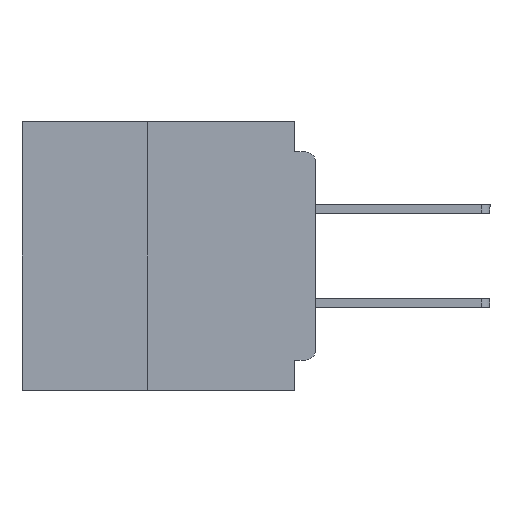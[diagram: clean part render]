
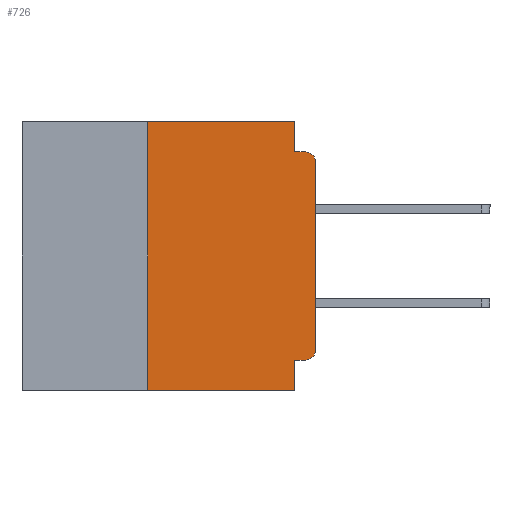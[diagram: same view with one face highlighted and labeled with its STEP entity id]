
A CAD part, left-side view. The second image highlights one B-rep face of the part: STEP entity #726.
In plain terms, the highlighted planar face has unit normal (-1, 0, 0).
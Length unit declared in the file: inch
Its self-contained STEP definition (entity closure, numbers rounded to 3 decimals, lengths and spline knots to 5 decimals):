
#287 = DIRECTION ( 'NONE',  ( 0., -1., 0. ) ) ;
#463 = CARTESIAN_POINT ( 'NONE',  ( 0., 0.015, -0.355 ) ) ;
#631 = CARTESIAN_POINT ( 'NONE',  ( 0., 0.031, 0. ) ) ;
#726 = ADVANCED_FACE ( 'NONE', ( #25710 ), #30172, .F. ) ;
#1725 = VERTEX_POINT ( 'NONE', #12004 ) ;
#2304 = ORIENTED_EDGE ( 'NONE', *, *, #49117, .T. ) ;
#3175 = ORIENTED_EDGE ( 'NONE', *, *, #27488, .F. ) ;
#3783 = VECTOR ( 'NONE', #287, 39.37008 ) ;
#4344 = ORIENTED_EDGE ( 'NONE', *, *, #38183, .F. ) ;
#4345 = CARTESIAN_POINT ( 'NONE',  ( 0., 0., -0.045 ) ) ;
#5875 = VECTOR ( 'NONE', #43397, 39.37008 ) ;
#6481 = VERTEX_POINT ( 'NONE', #8937 ) ;
#7861 = ORIENTED_EDGE ( 'NONE', *, *, #14745, .F. ) ;
#8159 = LINE ( 'NONE', #39993, #48589 ) ;
#8177 = EDGE_LOOP ( 'NONE', ( #35911, #50262, #17651, #7861, #37523, #4344, #2304, #3175, #35412, #47432 ) ) ;
#8767 = VERTEX_POINT ( 'NONE', #11198 ) ;
#8937 = CARTESIAN_POINT ( 'NONE',  ( 0., 0.015, -0.045 ) ) ;
#10375 = DIRECTION ( 'NONE',  ( -1., 0., 0. ) ) ;
#10422 = VECTOR ( 'NONE', #15990, 39.37008 ) ;
#10722 = EDGE_CURVE ( 'NONE', #11056, #21588, #26806, .T. ) ;
#11056 = VERTEX_POINT ( 'NONE', #41653 ) ;
#11198 = CARTESIAN_POINT ( 'NONE',  ( 0., 0.031, -0.4 ) ) ;
#11388 = VERTEX_POINT ( 'NONE', #39899 ) ;
#12004 = CARTESIAN_POINT ( 'NONE',  ( 0., 0.031, -0.045 ) ) ;
#12651 = EDGE_CURVE ( 'NONE', #33217, #25821, #25436, .T. ) ;
#12769 = DIRECTION ( 'NONE',  ( 0., 0., 1. ) ) ;
#13505 = CARTESIAN_POINT ( 'NONE',  ( 0., 0.031, -0.4 ) ) ;
#14242 = LINE ( 'NONE', #4345, #3783 ) ;
#14745 = EDGE_CURVE ( 'NONE', #21588, #1725, #19611, .T. ) ;
#15890 = EDGE_CURVE ( 'NONE', #43472, #6481, #36054, .T. ) ;
#15990 = DIRECTION ( 'NONE',  ( 0., 0., -1. ) ) ;
#16150 = EDGE_CURVE ( 'NONE', #1725, #6481, #14242, .T. ) ;
#17651 = ORIENTED_EDGE ( 'NONE', *, *, #16150, .F. ) ;
#18660 = VECTOR ( 'NONE', #12769, 39.37008 ) ;
#18803 = CARTESIAN_POINT ( 'NONE',  ( 0., 0.015, -0.06 ) ) ;
#19611 = LINE ( 'NONE', #39463, #10422 ) ;
#21577 = DIRECTION ( 'NONE',  ( 0., 0., -1. ) ) ;
#21588 = VERTEX_POINT ( 'NONE', #631 ) ;
#21628 = EDGE_CURVE ( 'NONE', #27867, #43472, #29140, .T. ) ;
#22765 = DIRECTION ( 'NONE',  ( 0., 0., -1. ) ) ;
#23051 = EDGE_CURVE ( 'NONE', #33217, #27867, #35386, .T. ) ;
#23993 = VECTOR ( 'NONE', #21577, 39.37008 ) ;
#24057 = DIRECTION ( 'NONE',  ( 0., 0., -1. ) ) ;
#24472 = DIRECTION ( 'NONE',  ( 0., 0., 1. ) ) ;
#24656 = CARTESIAN_POINT ( 'NONE',  ( 0., 0., 0. ) ) ;
#25196 = DIRECTION ( 'NONE',  ( 1., 0., 0. ) ) ;
#25436 = LINE ( 'NONE', #37324, #34575 ) ;
#25710 = FACE_OUTER_BOUND ( 'NONE', #8177, .T. ) ;
#25821 = VERTEX_POINT ( 'NONE', #42510 ) ;
#26413 = AXIS2_PLACEMENT_3D ( 'NONE', #18803, #46211, #22765 ) ;
#26607 = LINE ( 'NONE', #28958, #46152 ) ;
#26806 = LINE ( 'NONE', #28050, #5875 ) ;
#27488 = EDGE_CURVE ( 'NONE', #25821, #8767, #44780, .T. ) ;
#27867 = VERTEX_POINT ( 'NONE', #31671 ) ;
#28050 = CARTESIAN_POINT ( 'NONE',  ( 0., 0.437, 0. ) ) ;
#28188 = CARTESIAN_POINT ( 'NONE',  ( 0., 0.437, 0. ) ) ;
#28958 = CARTESIAN_POINT ( 'NONE',  ( 0., 0.437, -0.4 ) ) ;
#29140 = LINE ( 'NONE', #24656, #18660 ) ;
#30172 = PLANE ( 'NONE',  #33448 ) ;
#30514 = CARTESIAN_POINT ( 'NONE',  ( 0., 0., -0.06 ) ) ;
#31671 = CARTESIAN_POINT ( 'NONE',  ( 0., 0., -0.34 ) ) ;
#32872 = DIRECTION ( 'NONE',  ( 0., -1., 0. ) ) ;
#33217 = VERTEX_POINT ( 'NONE', #463 ) ;
#33410 = DIRECTION ( 'NONE',  ( 0., 1., 0. ) ) ;
#33448 = AXIS2_PLACEMENT_3D ( 'NONE', #28188, #25196, #24057 ) ;
#33865 = CARTESIAN_POINT ( 'NONE',  ( 0., 0.015, -0.34 ) ) ;
#34575 = VECTOR ( 'NONE', #33410, 39.37008 ) ;
#35386 = CIRCLE ( 'NONE', #50537, 0.015 ) ;
#35412 = ORIENTED_EDGE ( 'NONE', *, *, #12651, .F. ) ;
#35911 = ORIENTED_EDGE ( 'NONE', *, *, #21628, .T. ) ;
#36054 = CIRCLE ( 'NONE', #26413, 0.015 ) ;
#37324 = CARTESIAN_POINT ( 'NONE',  ( 0., 0., -0.355 ) ) ;
#37523 = ORIENTED_EDGE ( 'NONE', *, *, #10722, .F. ) ;
#37795 = DIRECTION ( 'NONE',  ( 0., 0., -1. ) ) ;
#38183 = EDGE_CURVE ( 'NONE', #11388, #11056, #8159, .T. ) ;
#39463 = CARTESIAN_POINT ( 'NONE',  ( 0., 0.031, 0. ) ) ;
#39899 = CARTESIAN_POINT ( 'NONE',  ( 0., 0.25, -0.4 ) ) ;
#39993 = CARTESIAN_POINT ( 'NONE',  ( 0., 0.25, -0.4 ) ) ;
#41653 = CARTESIAN_POINT ( 'NONE',  ( 0., 0.25, 0. ) ) ;
#42510 = CARTESIAN_POINT ( 'NONE',  ( 0., 0.031, -0.355 ) ) ;
#43397 = DIRECTION ( 'NONE',  ( 0., -1., 0. ) ) ;
#43472 = VERTEX_POINT ( 'NONE', #30514 ) ;
#44780 = LINE ( 'NONE', #13505, #23993 ) ;
#46152 = VECTOR ( 'NONE', #32872, 39.37008 ) ;
#46211 = DIRECTION ( 'NONE',  ( -1., 0., 0. ) ) ;
#47432 = ORIENTED_EDGE ( 'NONE', *, *, #23051, .T. ) ;
#48589 = VECTOR ( 'NONE', #24472, 39.37008 ) ;
#49117 = EDGE_CURVE ( 'NONE', #11388, #8767, #26607, .T. ) ;
#50262 = ORIENTED_EDGE ( 'NONE', *, *, #15890, .T. ) ;
#50537 = AXIS2_PLACEMENT_3D ( 'NONE', #33865, #10375, #37795 ) ;
